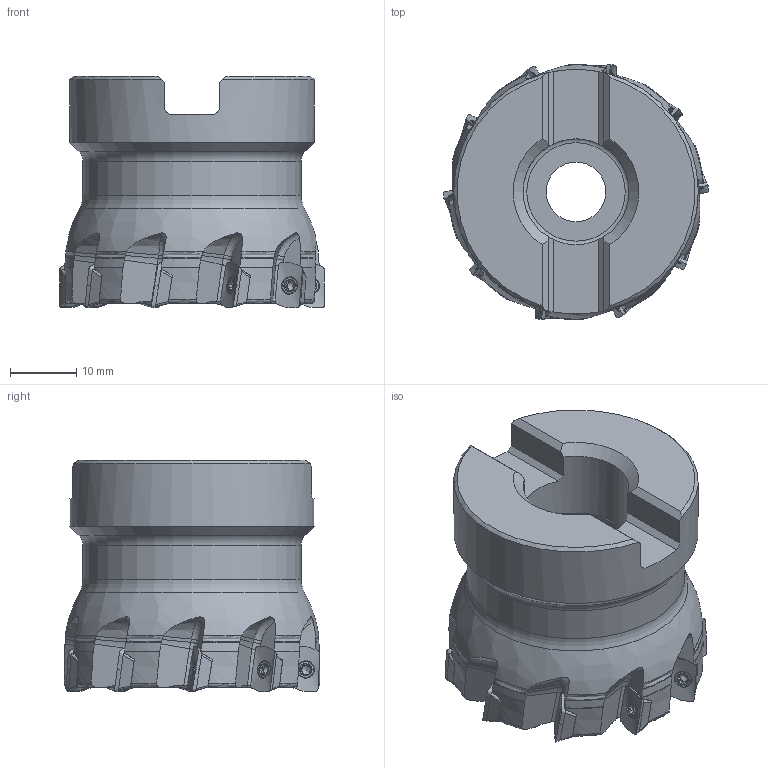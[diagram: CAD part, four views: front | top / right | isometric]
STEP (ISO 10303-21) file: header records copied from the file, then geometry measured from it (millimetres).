
FILE_DESCRIPTION(/* description */ (''),/* implementation_level */ '2;1');
FILE_NAME(/* name */ 'toolassembly_1.stp',/* time_stamp */ '2018-06-28T10:53:35+02:00',/* author */ (''),/* organization */ ('SMS'),/* preprocessor_version */ 'ST-DEVELOPER v15',/* originating_system */ 'SIEMENS PLM Software NX 8.5',/* authorisation */ '');
FILE_SCHEMA (('AUTOMOTIVE_DESIGN { 1 0 10303 214 3 1 1 1 }'));
Length unit declared in the file: millimetre
Products named in the file (4): ASSEMBLY_CONSTRUCTION; CUT_20180628105230; NOCUT_20180628105201; TOOLASSEMBLY_1
Assembly tree (12 placements, depth 2):
  TOOLASSEMBLY_1
    NOCUT_20180628105201
    CUT_20180628105230  x10
    ASSEMBLY_CONSTRUCTION
Bounding box: 40.04 x 38.59 x 34.98 mm (x, y, z)
Volume: 27029.8 mm3; surface area: 8865.9 mm2
Topology: 11 solids, 11 shells, 930 faces, 2643 edges, 1769 vertices
Faces by surface type: plane 319, bspline 161, cone 157, extrusion 120, torus 107, cylinder 66
Full cylindrical faces by diameter (mm): 1.55 x10, 2.05 x10, 2.4 x10, 9 x1, 13.5 x1, 16.009 x1, 16.5 x1, 33 x1, 37 x1
Entity records: 32402 total; most frequent: CARTESIAN_POINT 14177, ORIENTED_EDGE 3780, DIRECTION 3620, EDGE_CURVE 1890, AXIS2_PLACEMENT_3D 1438, VERTEX_POINT 1256, EDGE_LOOP 856, ADVANCED_FACE 750
